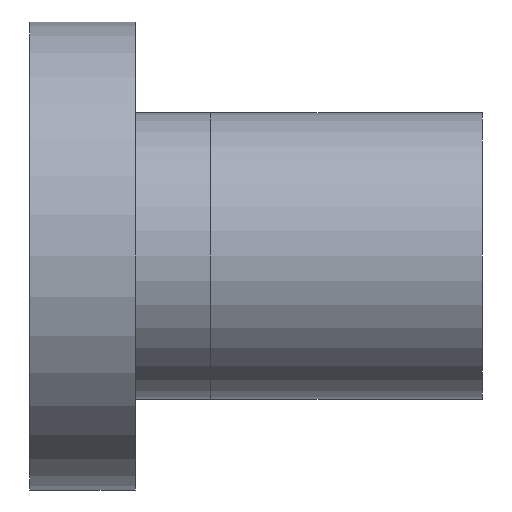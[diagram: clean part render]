
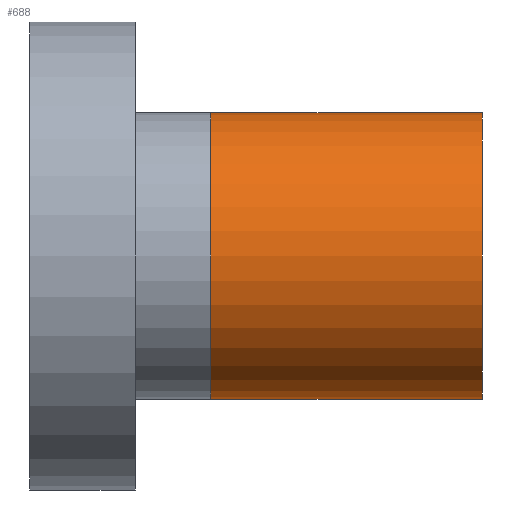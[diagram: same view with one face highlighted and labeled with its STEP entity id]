
A CAD part, front view. The second image highlights one B-rep face of the part: STEP entity #688.
In plain terms, the highlighted cylindrical face has radius 19 mm (diameter 38 mm), a partial arc.
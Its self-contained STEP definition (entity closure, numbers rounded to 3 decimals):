
#36 = DIRECTION ( 'NONE',  ( -1., 0., 0. ) ) ;
#38 = ORIENTED_EDGE ( 'NONE', *, *, #754, .F. ) ;
#71 = LINE ( 'NONE', #194, #263 ) ;
#84 = EDGE_CURVE ( 'NONE', #166, #365, #71, .T. ) ;
#107 = AXIS2_PLACEMENT_3D ( 'NONE', #333, #449, #562 ) ;
#113 = VERTEX_POINT ( 'NONE', #163 ) ;
#163 = CARTESIAN_POINT ( 'NONE',  ( 7.788, 0., 19. ) ) ;
#166 = VERTEX_POINT ( 'NONE', #229 ) ;
#174 = CYLINDRICAL_SURFACE ( 'NONE', #701, 19. ) ;
#191 = DIRECTION ( 'NONE',  ( -1., 0., 0. ) ) ;
#192 = EDGE_CURVE ( 'NONE', #292, #113, #474, .T. ) ;
#194 = CARTESIAN_POINT ( 'NONE',  ( -151.697, 0., -19. ) ) ;
#220 = AXIS2_PLACEMENT_3D ( 'NONE', #401, #36, #770 ) ;
#229 = CARTESIAN_POINT ( 'NONE',  ( 43.788, 0., -19. ) ) ;
#263 = VECTOR ( 'NONE', #744, 1000. ) ;
#292 = VERTEX_POINT ( 'NONE', #559 ) ;
#305 = CARTESIAN_POINT ( 'NONE',  ( 7.788, 0., -19. ) ) ;
#333 = CARTESIAN_POINT ( 'NONE',  ( 7.788, 0., 0. ) ) ;
#365 = VERTEX_POINT ( 'NONE', #305 ) ;
#370 = FACE_OUTER_BOUND ( 'NONE', #408, .T. ) ;
#401 = CARTESIAN_POINT ( 'NONE',  ( 43.788, 0., 0. ) ) ;
#408 = EDGE_LOOP ( 'NONE', ( #597, #445, #539, #38 ) ) ;
#412 = EDGE_CURVE ( 'NONE', #166, #292, #807, .T. ) ;
#445 = ORIENTED_EDGE ( 'NONE', *, *, #412, .T. ) ;
#449 = DIRECTION ( 'NONE',  ( -1., 0., 0. ) ) ;
#474 = LINE ( 'NONE', #479, #670 ) ;
#479 = CARTESIAN_POINT ( 'NONE',  ( -151.697, 0., 19. ) ) ;
#539 = ORIENTED_EDGE ( 'NONE', *, *, #192, .T. ) ;
#559 = CARTESIAN_POINT ( 'NONE',  ( 43.788, 0., 19. ) ) ;
#562 = DIRECTION ( 'NONE',  ( 0., 0., 1. ) ) ;
#567 = DIRECTION ( 'NONE',  ( 0., 0., 1. ) ) ;
#597 = ORIENTED_EDGE ( 'NONE', *, *, #84, .F. ) ;
#670 = VECTOR ( 'NONE', #731, 1000. ) ;
#688 = ADVANCED_FACE ( 'NONE', ( #370 ), #174, .T. ) ;
#701 = AXIS2_PLACEMENT_3D ( 'NONE', #746, #191, #567 ) ;
#731 = DIRECTION ( 'NONE',  ( -1., 0., 0. ) ) ;
#744 = DIRECTION ( 'NONE',  ( -1., 0., 0. ) ) ;
#746 = CARTESIAN_POINT ( 'NONE',  ( -151.697, 0., 0. ) ) ;
#753 = CIRCLE ( 'NONE', #107, 19. ) ;
#754 = EDGE_CURVE ( 'NONE', #365, #113, #753, .T. ) ;
#770 = DIRECTION ( 'NONE',  ( 0., 0., 1. ) ) ;
#807 = CIRCLE ( 'NONE', #220, 19. ) ;
